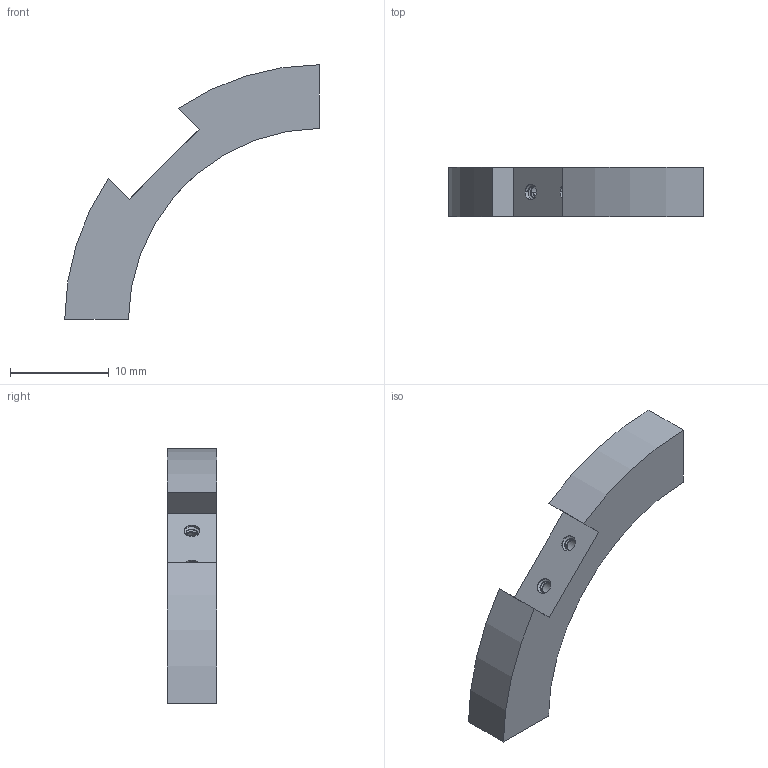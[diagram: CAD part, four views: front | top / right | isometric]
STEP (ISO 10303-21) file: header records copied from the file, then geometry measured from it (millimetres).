
FILE_DESCRIPTION (( 'STEP AP214' ), '1' );
FILE_NAME ('thermalClamp.STEP', '2021-05-23T23:55:28', ( '' ), ( '' ), 'SwSTEP 2.0', 'SolidWorks 2020', '' );
FILE_SCHEMA (( 'AUTOMOTIVE_DESIGN' ));
Length unit declared in the file: millimetre
Products named in the file (1): thermalClamp
Bounding box: 25.8 x 5 x 25.8 mm (x, y, z)
Volume: 962.2 mm3; surface area: 864.3 mm2
Topology: 1 solids, 1 shells, 32 faces, 80 edges, 50 vertices
Faces by surface type: cylinder 15, plane 11, bspline 6
Entity records: 1426 total; most frequent: CARTESIAN_POINT 705, ORIENTED_EDGE 160, DIRECTION 120, EDGE_CURVE 80, VERTEX_POINT 50, LINE 46, VECTOR 46, AXIS2_PLACEMENT_3D 37
